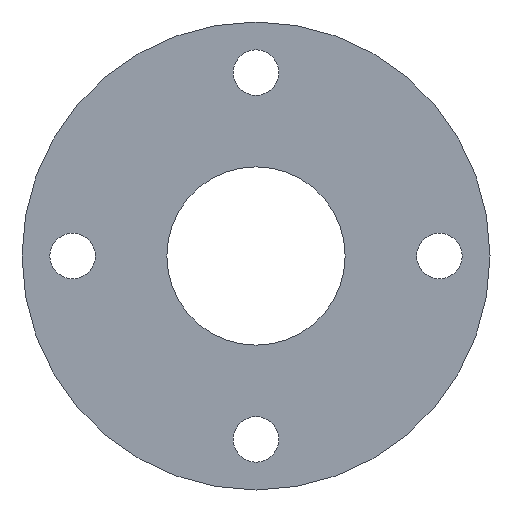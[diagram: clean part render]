
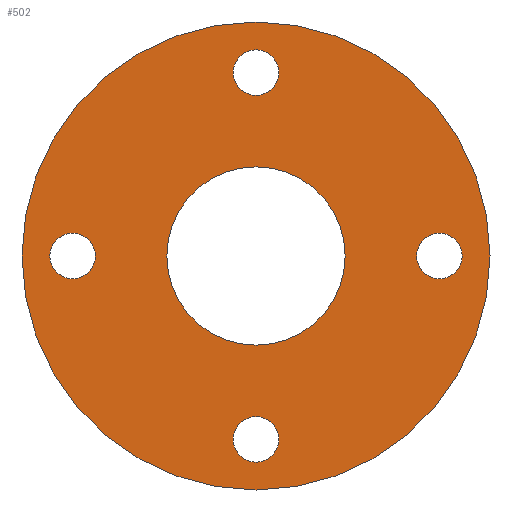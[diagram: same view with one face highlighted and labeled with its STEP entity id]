
A CAD part, front view. The second image highlights one B-rep face of the part: STEP entity #502.
In plain terms, the highlighted planar face has unit normal (0, -1, 0).
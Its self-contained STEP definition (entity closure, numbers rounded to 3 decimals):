
#10 = DIRECTION ( 'NONE',  ( 0., -1., 0. ) ) ;
#12 = CIRCLE ( 'NONE', #252, 9. ) ;
#31 = AXIS2_PLACEMENT_3D ( 'NONE', #410, #314, #447 ) ;
#38 = FACE_BOUND ( 'NONE', #298, .T. ) ;
#47 = CARTESIAN_POINT ( 'NONE',  ( 72.5, 0., 0. ) ) ;
#55 = DIRECTION ( 'NONE',  ( 0., -1., 0. ) ) ;
#57 = DIRECTION ( 'NONE',  ( 0., 0., -1. ) ) ;
#58 = AXIS2_PLACEMENT_3D ( 'NONE', #515, #306, #93 ) ;
#62 = CARTESIAN_POINT ( 'NONE',  ( -72.5, 0., 0. ) ) ;
#64 = EDGE_CURVE ( 'NONE', #237, #119, #368, .T. ) ;
#69 = VERTEX_POINT ( 'NONE', #91 ) ;
#71 = ORIENTED_EDGE ( 'NONE', *, *, #64, .F. ) ;
#81 = EDGE_CURVE ( 'NONE', #534, #129, #444, .T. ) ;
#84 = ORIENTED_EDGE ( 'NONE', *, *, #164, .F. ) ;
#85 = AXIS2_PLACEMENT_3D ( 'NONE', #62, #493, #151 ) ;
#91 = CARTESIAN_POINT ( 'NONE',  ( 0., 0., 35.25 ) ) ;
#93 = DIRECTION ( 'NONE',  ( 0., 0., 1. ) ) ;
#97 = DIRECTION ( 'NONE',  ( 0., 0., -1. ) ) ;
#102 = CARTESIAN_POINT ( 'NONE',  ( 0., 0., 63.5 ) ) ;
#104 = EDGE_LOOP ( 'NONE', ( #499, #408 ) ) ;
#111 = EDGE_LOOP ( 'NONE', ( #187, #240 ) ) ;
#112 = CIRCLE ( 'NONE', #31, 35.25 ) ;
#119 = VERTEX_POINT ( 'NONE', #262 ) ;
#123 = CARTESIAN_POINT ( 'NONE',  ( 0., 0., -72.5 ) ) ;
#129 = VERTEX_POINT ( 'NONE', #436 ) ;
#130 = CIRCLE ( 'NONE', #85, 9. ) ;
#132 = AXIS2_PLACEMENT_3D ( 'NONE', #47, #310, #57 ) ;
#134 = CIRCLE ( 'NONE', #446, 9. ) ;
#136 = CARTESIAN_POINT ( 'NONE',  ( 0., 0., 92.5 ) ) ;
#139 = CARTESIAN_POINT ( 'NONE',  ( 0., 0., -72.5 ) ) ;
#145 = EDGE_LOOP ( 'NONE', ( #507, #543 ) ) ;
#146 = EDGE_CURVE ( 'NONE', #119, #237, #494, .T. ) ;
#147 = EDGE_CURVE ( 'NONE', #69, #411, #470, .T. ) ;
#151 = DIRECTION ( 'NONE',  ( 0., 0., -1. ) ) ;
#152 = AXIS2_PLACEMENT_3D ( 'NONE', #207, #168, #244 ) ;
#162 = FACE_BOUND ( 'NONE', #145, .T. ) ;
#164 = EDGE_CURVE ( 'NONE', #281, #336, #12, .T. ) ;
#168 = DIRECTION ( 'NONE',  ( 0., 1., 0. ) ) ;
#177 = AXIS2_PLACEMENT_3D ( 'NONE', #136, #223, #263 ) ;
#180 = EDGE_CURVE ( 'NONE', #411, #69, #112, .T. ) ;
#187 = ORIENTED_EDGE ( 'NONE', *, *, #259, .F. ) ;
#191 = DIRECTION ( 'NONE',  ( 0., -1., 0. ) ) ;
#200 = CARTESIAN_POINT ( 'NONE',  ( 0., 0., -35.25 ) ) ;
#205 = EDGE_CURVE ( 'NONE', #271, #329, #130, .T. ) ;
#206 = VERTEX_POINT ( 'NONE', #521 ) ;
#207 = CARTESIAN_POINT ( 'NONE',  ( 0., 0., 0. ) ) ;
#222 = CIRCLE ( 'NONE', #152, 92.5 ) ;
#223 = DIRECTION ( 'NONE',  ( 0., -1., 0. ) ) ;
#237 = VERTEX_POINT ( 'NONE', #102 ) ;
#240 = ORIENTED_EDGE ( 'NONE', *, *, #438, .F. ) ;
#244 = DIRECTION ( 'NONE',  ( 0., 0., 1. ) ) ;
#245 = ORIENTED_EDGE ( 'NONE', *, *, #147, .T. ) ;
#247 = FACE_BOUND ( 'NONE', #289, .T. ) ;
#249 = CIRCLE ( 'NONE', #392, 9. ) ;
#252 = AXIS2_PLACEMENT_3D ( 'NONE', #139, #10, #308 ) ;
#255 = CIRCLE ( 'NONE', #351, 9. ) ;
#259 = EDGE_CURVE ( 'NONE', #206, #422, #428, .T. ) ;
#262 = CARTESIAN_POINT ( 'NONE',  ( 0., 0., 81.5 ) ) ;
#263 = DIRECTION ( 'NONE',  ( 0., 0., -1. ) ) ;
#264 = DIRECTION ( 'NONE',  ( 0., -1., 0. ) ) ;
#271 = VERTEX_POINT ( 'NONE', #523 ) ;
#281 = VERTEX_POINT ( 'NONE', #532 ) ;
#282 = DIRECTION ( 'NONE',  ( 0., -1., 0. ) ) ;
#285 = CARTESIAN_POINT ( 'NONE',  ( 0., 0., -92.5 ) ) ;
#288 = FACE_BOUND ( 'NONE', #104, .T. ) ;
#289 = EDGE_LOOP ( 'NONE', ( #84, #374 ) ) ;
#296 = ORIENTED_EDGE ( 'NONE', *, *, #146, .F. ) ;
#298 = EDGE_LOOP ( 'NONE', ( #245, #539 ) ) ;
#306 = DIRECTION ( 'NONE',  ( 0., 1., 0. ) ) ;
#308 = DIRECTION ( 'NONE',  ( 0., 0., -1. ) ) ;
#310 = DIRECTION ( 'NONE',  ( 0., -1., 0. ) ) ;
#314 = DIRECTION ( 'NONE',  ( 0., 1., 0. ) ) ;
#322 = DIRECTION ( 'NONE',  ( 0., 1., 0. ) ) ;
#327 = AXIS2_PLACEMENT_3D ( 'NONE', #530, #322, #454 ) ;
#329 = VERTEX_POINT ( 'NONE', #355 ) ;
#330 = FACE_BOUND ( 'NONE', #381, .T. ) ;
#334 = EDGE_CURVE ( 'NONE', #329, #271, #255, .T. ) ;
#335 = CARTESIAN_POINT ( 'NONE',  ( 0., 0., -63.5 ) ) ;
#336 = VERTEX_POINT ( 'NONE', #335 ) ;
#343 = CARTESIAN_POINT ( 'NONE',  ( 0., 0., 72.5 ) ) ;
#347 = DIRECTION ( 'NONE',  ( 0., 0., -1. ) ) ;
#351 = AXIS2_PLACEMENT_3D ( 'NONE', #407, #191, #490 ) ;
#352 = CARTESIAN_POINT ( 'NONE',  ( 0., 0., 72.5 ) ) ;
#355 = CARTESIAN_POINT ( 'NONE',  ( -72.5, 0., -9. ) ) ;
#368 = CIRCLE ( 'NONE', #535, 9. ) ;
#374 = ORIENTED_EDGE ( 'NONE', *, *, #421, .F. ) ;
#381 = EDGE_LOOP ( 'NONE', ( #71, #296 ) ) ;
#382 = CARTESIAN_POINT ( 'NONE',  ( 72.5, 0., 0. ) ) ;
#392 = AXIS2_PLACEMENT_3D ( 'NONE', #382, #477, #517 ) ;
#407 = CARTESIAN_POINT ( 'NONE',  ( -72.5, 0., 0. ) ) ;
#408 = ORIENTED_EDGE ( 'NONE', *, *, #205, .F. ) ;
#410 = CARTESIAN_POINT ( 'NONE',  ( 0., 0., 0. ) ) ;
#411 = VERTEX_POINT ( 'NONE', #200 ) ;
#421 = EDGE_CURVE ( 'NONE', #336, #281, #134, .T. ) ;
#422 = VERTEX_POINT ( 'NONE', #285 ) ;
#423 = PLANE ( 'NONE',  #177 ) ;
#428 = CIRCLE ( 'NONE', #327, 92.5 ) ;
#436 = CARTESIAN_POINT ( 'NONE',  ( 72.5, 0., -9. ) ) ;
#438 = EDGE_CURVE ( 'NONE', #422, #206, #222, .T. ) ;
#442 = AXIS2_PLACEMENT_3D ( 'NONE', #343, #55, #347 ) ;
#444 = CIRCLE ( 'NONE', #132, 9. ) ;
#446 = AXIS2_PLACEMENT_3D ( 'NONE', #123, #282, #498 ) ;
#447 = DIRECTION ( 'NONE',  ( 0., 0., 1. ) ) ;
#454 = DIRECTION ( 'NONE',  ( 0., 0., 1. ) ) ;
#465 = FACE_OUTER_BOUND ( 'NONE', #111, .T. ) ;
#470 = CIRCLE ( 'NONE', #58, 35.25 ) ;
#477 = DIRECTION ( 'NONE',  ( 0., -1., 0. ) ) ;
#490 = DIRECTION ( 'NONE',  ( 0., 0., -1. ) ) ;
#493 = DIRECTION ( 'NONE',  ( 0., -1., 0. ) ) ;
#494 = CIRCLE ( 'NONE', #442, 9. ) ;
#498 = DIRECTION ( 'NONE',  ( 0., 0., -1. ) ) ;
#499 = ORIENTED_EDGE ( 'NONE', *, *, #334, .F. ) ;
#502 = ADVANCED_FACE ( 'NONE', ( #162, #330, #288, #247, #38, #465 ), #423, .T. ) ;
#507 = ORIENTED_EDGE ( 'NONE', *, *, #529, .F. ) ;
#508 = CARTESIAN_POINT ( 'NONE',  ( 72.5, 0., 9. ) ) ;
#515 = CARTESIAN_POINT ( 'NONE',  ( 0., 0., 0. ) ) ;
#517 = DIRECTION ( 'NONE',  ( 0., 0., -1. ) ) ;
#521 = CARTESIAN_POINT ( 'NONE',  ( 0., 0., 92.5 ) ) ;
#523 = CARTESIAN_POINT ( 'NONE',  ( -72.5, 0., 9. ) ) ;
#529 = EDGE_CURVE ( 'NONE', #129, #534, #249, .T. ) ;
#530 = CARTESIAN_POINT ( 'NONE',  ( 0., 0., 0. ) ) ;
#532 = CARTESIAN_POINT ( 'NONE',  ( 0., 0., -81.5 ) ) ;
#534 = VERTEX_POINT ( 'NONE', #508 ) ;
#535 = AXIS2_PLACEMENT_3D ( 'NONE', #352, #264, #97 ) ;
#539 = ORIENTED_EDGE ( 'NONE', *, *, #180, .T. ) ;
#543 = ORIENTED_EDGE ( 'NONE', *, *, #81, .F. ) ;
